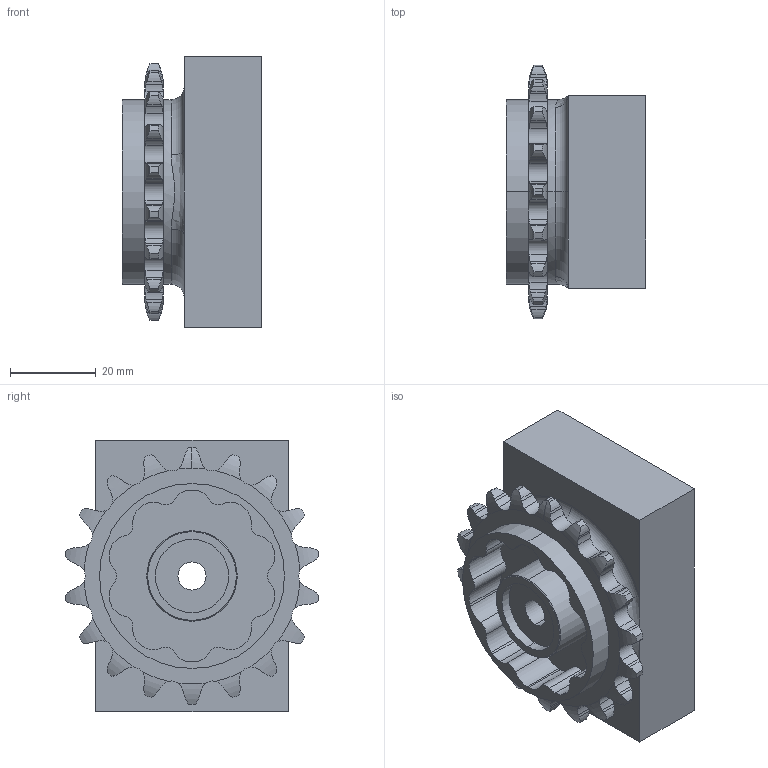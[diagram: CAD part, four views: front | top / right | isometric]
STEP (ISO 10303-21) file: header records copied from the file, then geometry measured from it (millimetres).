
FILE_DESCRIPTION (( 'STEP AP214' ), '1' );
FILE_NAME ('ArmPivotTPUClutch.STEP', '2025-03-07T00:04:58', ( '' ), ( '' ), 'SwSTEP 2.0', 'SolidWorks 2024', '' );
FILE_SCHEMA (( 'AUTOMOTIVE_DESIGN' ));
Length unit declared in the file: millimetre
Products named in the file (1): ArmPivotTPUClutch
Bounding box: 32.35 x 59.06 x 63.15 mm (x, y, z)
Volume: 64527.3 mm3; surface area: 16408.7 mm2
Topology: 1 solids, 1 shells, 269 faces, 774 edges, 513 vertices
Faces by surface type: cylinder 174, plane 50, torus 41, cone 2, bspline 2
Entity records: 9631 total; most frequent: CARTESIAN_POINT 2913, ORIENTED_EDGE 1548, DIRECTION 1252, EDGE_CURVE 774, VERTEX_POINT 513, AXIS2_PLACEMENT_3D 512, B_SPLINE_CURVE_WITH_KNOTS 302, EDGE_LOOP 277
